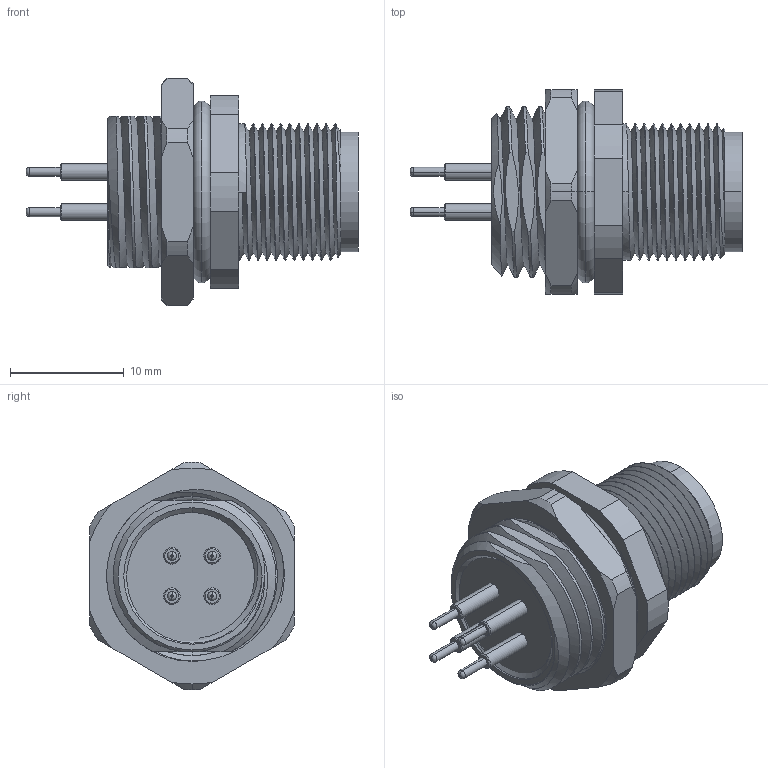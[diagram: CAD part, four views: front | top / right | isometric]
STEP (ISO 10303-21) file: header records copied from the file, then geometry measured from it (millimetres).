
FILE_DESCRIPTION (( 'STEP AP203' ), '1' );
FILE_NAME ('54-00209.STEP', '2020-10-15T17:13:11', ( '' ), ( '' ), 'SwSTEP 2.0', 'SolidWorks 2015', '' );
FILE_SCHEMA (( 'CONFIG_CONTROL_DESIGN' ));
Length unit declared in the file: millimetre
Products named in the file (6): 54-00209-02; 54-00209-05___; 54-00209-04___; 54-00209; 54-00209-01___; 54-00209-03___
Assembly tree (8 placements, depth 2):
  54-00209
    54-00209-01___
    54-00209-02
    54-00209-04___
    54-00209-05___
    54-00209-03___  x4
Bounding box: 29.2 x 18 x 20 mm (x, y, z)
Volume: 2813 mm3; surface area: 5255.1 mm2
Topology: 8 solids, 8 shells, 328 faces, 793 edges, 508 vertices
Faces by surface type: cylinder 145, plane 87, cone 49, torus 36, bspline 11
Entity records: 12164 total; most frequent: CARTESIAN_POINT 5802, ORIENTED_EDGE 1262, DIRECTION 1125, EDGE_CURVE 631, AXIS2_PLACEMENT_3D 449, VERTEX_POINT 412, EDGE_LOOP 273, ADVANCED_FACE 244
